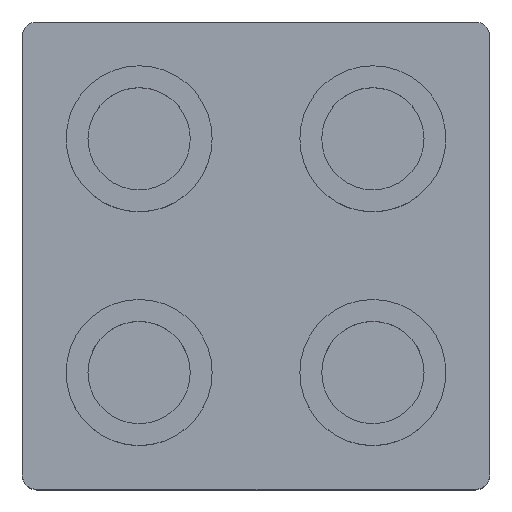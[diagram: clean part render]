
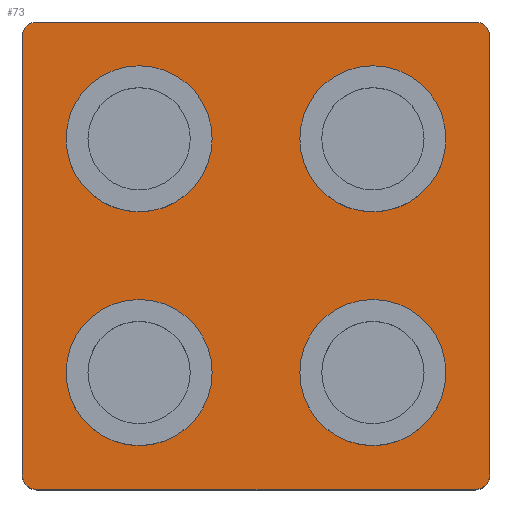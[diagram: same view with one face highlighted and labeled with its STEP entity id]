
A CAD part, top view. The second image highlights one B-rep face of the part: STEP entity #73.
In plain terms, the highlighted planar face has unit normal (0, 0, 1).
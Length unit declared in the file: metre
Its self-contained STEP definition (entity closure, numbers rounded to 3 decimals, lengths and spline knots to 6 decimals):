
#73 = ADVANCED_FACE( '', ( #165, #166, #167, #168, #169 ), #170, .T. );
#165 = FACE_BOUND( '', #282, .T. );
#166 = FACE_BOUND( '', #283, .T. );
#167 = FACE_BOUND( '', #284, .T. );
#168 = FACE_BOUND( '', #285, .T. );
#169 = FACE_OUTER_BOUND( '', #286, .T. );
#170 = PLANE( '', #287 );
#282 = EDGE_LOOP( '', ( #433 ) );
#283 = EDGE_LOOP( '', ( #434 ) );
#284 = EDGE_LOOP( '', ( #435 ) );
#285 = EDGE_LOOP( '', ( #436 ) );
#286 = EDGE_LOOP( '', ( #437, #438, #439, #440, #441, #442, #443, #444 ) );
#287 = AXIS2_PLACEMENT_3D( '', #445, #446, #447 );
#433 = ORIENTED_EDGE( '', *, *, #615, .F. );
#434 = ORIENTED_EDGE( '', *, *, #628, .F. );
#435 = ORIENTED_EDGE( '', *, *, #629, .F. );
#436 = ORIENTED_EDGE( '', *, *, #630, .F. );
#437 = ORIENTED_EDGE( '', *, *, #631, .F. );
#438 = ORIENTED_EDGE( '', *, *, #624, .T. );
#439 = ORIENTED_EDGE( '', *, *, #632, .T. );
#440 = ORIENTED_EDGE( '', *, *, #608, .T. );
#441 = ORIENTED_EDGE( '', *, *, #621, .T. );
#442 = ORIENTED_EDGE( '', *, *, #633, .T. );
#443 = ORIENTED_EDGE( '', *, *, #634, .F. );
#444 = ORIENTED_EDGE( '', *, *, #635, .T. );
#445 = CARTESIAN_POINT( '', ( 0.016, 0.016, 0.02 ) );
#446 = DIRECTION( '', ( 0., 0., 1. ) );
#447 = DIRECTION( '', ( 1., 0., 0. ) );
#608 = EDGE_CURVE( '', #706, #707, #708, .T. );
#615 = EDGE_CURVE( '', #717, #717, #718, .T. );
#621 = EDGE_CURVE( '', #707, #726, #727, .T. );
#624 = EDGE_CURVE( '', #730, #731, #732, .T. );
#628 = EDGE_CURVE( '', #736, #736, #737, .T. );
#629 = EDGE_CURVE( '', #738, #738, #739, .T. );
#630 = EDGE_CURVE( '', #740, #740, #741, .T. );
#631 = EDGE_CURVE( '', #730, #742, #743, .T. );
#632 = EDGE_CURVE( '', #731, #706, #744, .T. );
#633 = EDGE_CURVE( '', #726, #745, #746, .T. );
#634 = EDGE_CURVE( '', #747, #745, #748, .T. );
#635 = EDGE_CURVE( '', #747, #742, #749, .T. );
#706 = VERTEX_POINT( '', #837 );
#707 = VERTEX_POINT( '', #838 );
#708 = CIRCLE( '', #839, 0.001 );
#717 = VERTEX_POINT( '', #850 );
#718 = CIRCLE( '', #851, 0.005 );
#726 = VERTEX_POINT( '', #862 );
#727 = LINE( '', #863, #864 );
#730 = VERTEX_POINT( '', #868 );
#731 = VERTEX_POINT( '', #869 );
#732 = CIRCLE( '', #870, 0.001 );
#736 = VERTEX_POINT( '', #876 );
#737 = CIRCLE( '', #877, 0.005 );
#738 = VERTEX_POINT( '', #878 );
#739 = CIRCLE( '', #879, 0.005 );
#740 = VERTEX_POINT( '', #880 );
#741 = CIRCLE( '', #881, 0.005 );
#742 = VERTEX_POINT( '', #882 );
#743 = LINE( '', #883, #884 );
#744 = LINE( '', #885, #886 );
#745 = VERTEX_POINT( '', #887 );
#746 = CIRCLE( '', #888, 0.001 );
#747 = VERTEX_POINT( '', #889 );
#748 = LINE( '', #890, #891 );
#749 = CIRCLE( '', #892, 0.001 );
#837 = CARTESIAN_POINT( '', ( 0.031, 0., 0.02 ) );
#838 = CARTESIAN_POINT( '', ( 0.032, 0.001, 0.02 ) );
#839 = AXIS2_PLACEMENT_3D( '', #975, #976, #977 );
#850 = CARTESIAN_POINT( '', ( 0.029, 0.024, 0.02 ) );
#851 = AXIS2_PLACEMENT_3D( '', #986, #987, #988 );
#862 = CARTESIAN_POINT( '', ( 0.032, 0.031, 0.02 ) );
#863 = CARTESIAN_POINT( '', ( 0.032, 0.016, 0.02 ) );
#864 = VECTOR( '', #992, 1. );
#868 = CARTESIAN_POINT( '', ( 0., 0.001, 0.02 ) );
#869 = CARTESIAN_POINT( '', ( 0.001, 0., 0.02 ) );
#870 = AXIS2_PLACEMENT_3D( '', #994, #995, #996 );
#876 = CARTESIAN_POINT( '', ( 0.029, 0.008, 0.02 ) );
#877 = AXIS2_PLACEMENT_3D( '', #999, #1000, #1001 );
#878 = CARTESIAN_POINT( '', ( 0.013, 0.024, 0.02 ) );
#879 = AXIS2_PLACEMENT_3D( '', #1002, #1003, #1004 );
#880 = CARTESIAN_POINT( '', ( 0.013, 0.008, 0.02 ) );
#881 = AXIS2_PLACEMENT_3D( '', #1005, #1006, #1007 );
#882 = CARTESIAN_POINT( '', ( 0., 0.031, 0.02 ) );
#883 = CARTESIAN_POINT( '', ( 0., 0.016, 0.02 ) );
#884 = VECTOR( '', #1008, 1. );
#885 = CARTESIAN_POINT( '', ( 0.016, 0., 0.02 ) );
#886 = VECTOR( '', #1009, 1. );
#887 = CARTESIAN_POINT( '', ( 0.031, 0.032, 0.02 ) );
#888 = AXIS2_PLACEMENT_3D( '', #1010, #1011, #1012 );
#889 = CARTESIAN_POINT( '', ( 0.001, 0.032, 0.02 ) );
#890 = CARTESIAN_POINT( '', ( 0.016, 0.032, 0.02 ) );
#891 = VECTOR( '', #1013, 1. );
#892 = AXIS2_PLACEMENT_3D( '', #1014, #1015, #1016 );
#975 = CARTESIAN_POINT( '', ( 0.031, 0.001, 0.02 ) );
#976 = DIRECTION( '', ( 0., 0., 1. ) );
#977 = DIRECTION( '', ( 1., 0., 0. ) );
#986 = CARTESIAN_POINT( '', ( 0.024, 0.024, 0.02 ) );
#987 = DIRECTION( '', ( 0., 0., 1. ) );
#988 = DIRECTION( '', ( 1., 0., 0. ) );
#992 = DIRECTION( '', ( 0., 1., 0. ) );
#994 = CARTESIAN_POINT( '', ( 0.001, 0.001, 0.02 ) );
#995 = DIRECTION( '', ( 0., 0., 1. ) );
#996 = DIRECTION( '', ( 1., 0., 0. ) );
#999 = CARTESIAN_POINT( '', ( 0.024, 0.008, 0.02 ) );
#1000 = DIRECTION( '', ( 0., 0., 1. ) );
#1001 = DIRECTION( '', ( 1., 0., 0. ) );
#1002 = CARTESIAN_POINT( '', ( 0.008, 0.024, 0.02 ) );
#1003 = DIRECTION( '', ( 0., 0., 1. ) );
#1004 = DIRECTION( '', ( 1., 0., 0. ) );
#1005 = CARTESIAN_POINT( '', ( 0.008, 0.008, 0.02 ) );
#1006 = DIRECTION( '', ( 0., 0., 1. ) );
#1007 = DIRECTION( '', ( 1., 0., 0. ) );
#1008 = DIRECTION( '', ( 0., 1., 0. ) );
#1009 = DIRECTION( '', ( 1., 0., 0. ) );
#1010 = CARTESIAN_POINT( '', ( 0.031, 0.031, 0.02 ) );
#1011 = DIRECTION( '', ( 0., 0., 1. ) );
#1012 = DIRECTION( '', ( 1., 0., 0. ) );
#1013 = DIRECTION( '', ( 1., 0., 0. ) );
#1014 = CARTESIAN_POINT( '', ( 0.001, 0.031, 0.02 ) );
#1015 = DIRECTION( '', ( 0., 0., 1. ) );
#1016 = DIRECTION( '', ( 1., 0., 0. ) );
